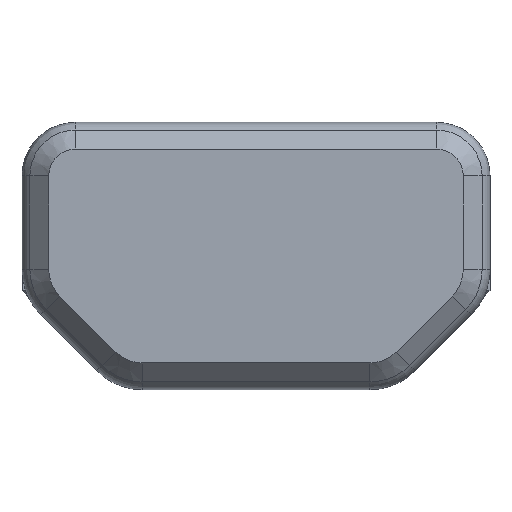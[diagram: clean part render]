
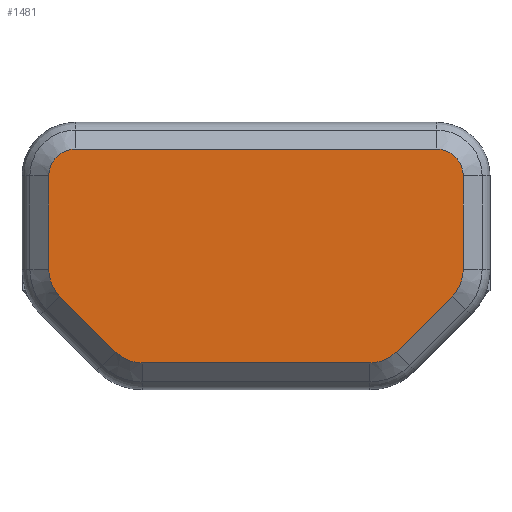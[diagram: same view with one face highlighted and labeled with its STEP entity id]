
A CAD part, front view. The second image highlights one B-rep face of the part: STEP entity #1481.
In plain terms, the highlighted planar face has unit normal (0, -1, 0).
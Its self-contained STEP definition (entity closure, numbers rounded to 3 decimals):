
#85=FACE_OUTER_BOUND('',#183,.T.);
#183=EDGE_LOOP('',(#1041,#1042,#1043,#1044,#1045,#1046,#1047,#1048,#1049,
#1050,#1051,#1052));
#285=CIRCLE('',#1608,2.);
#286=CIRCLE('',#1609,2.8);
#287=CIRCLE('',#1610,2.8);
#288=CIRCLE('',#1611,2.8);
#289=CIRCLE('',#1612,2.8);
#290=CIRCLE('',#1613,2.);
#367=LINE('',#2322,#512);
#368=LINE('',#2326,#513);
#369=LINE('',#2330,#514);
#370=LINE('',#2334,#515);
#371=LINE('',#2338,#516);
#372=LINE('',#2341,#517);
#512=VECTOR('',#1835,10.);
#513=VECTOR('',#1838,10.);
#514=VECTOR('',#1841,10.);
#515=VECTOR('',#1844,10.);
#516=VECTOR('',#1847,10.);
#517=VECTOR('',#1850,10.);
#663=VERTEX_POINT('',#2318);
#664=VERTEX_POINT('',#2319);
#665=VERTEX_POINT('',#2321);
#666=VERTEX_POINT('',#2323);
#667=VERTEX_POINT('',#2325);
#668=VERTEX_POINT('',#2327);
#669=VERTEX_POINT('',#2329);
#670=VERTEX_POINT('',#2331);
#671=VERTEX_POINT('',#2333);
#672=VERTEX_POINT('',#2335);
#673=VERTEX_POINT('',#2337);
#674=VERTEX_POINT('',#2339);
#804=EDGE_CURVE('',#663,#664,#285,.T.);
#805=EDGE_CURVE('',#665,#663,#367,.T.);
#806=EDGE_CURVE('',#666,#665,#286,.T.);
#807=EDGE_CURVE('',#667,#666,#368,.T.);
#808=EDGE_CURVE('',#668,#667,#287,.T.);
#809=EDGE_CURVE('',#669,#668,#369,.T.);
#810=EDGE_CURVE('',#670,#669,#288,.T.);
#811=EDGE_CURVE('',#671,#670,#370,.T.);
#812=EDGE_CURVE('',#672,#671,#289,.T.);
#813=EDGE_CURVE('',#673,#672,#371,.T.);
#814=EDGE_CURVE('',#674,#673,#290,.T.);
#815=EDGE_CURVE('',#664,#674,#372,.T.);
#1041=ORIENTED_EDGE('',*,*,#804,.F.);
#1042=ORIENTED_EDGE('',*,*,#805,.F.);
#1043=ORIENTED_EDGE('',*,*,#806,.F.);
#1044=ORIENTED_EDGE('',*,*,#807,.F.);
#1045=ORIENTED_EDGE('',*,*,#808,.F.);
#1046=ORIENTED_EDGE('',*,*,#809,.F.);
#1047=ORIENTED_EDGE('',*,*,#810,.F.);
#1048=ORIENTED_EDGE('',*,*,#811,.F.);
#1049=ORIENTED_EDGE('',*,*,#812,.F.);
#1050=ORIENTED_EDGE('',*,*,#813,.F.);
#1051=ORIENTED_EDGE('',*,*,#814,.F.);
#1052=ORIENTED_EDGE('',*,*,#815,.F.);
#1425=PLANE('',#1607);
#1481=ADVANCED_FACE('',(#85),#1425,.F.);
#1607=AXIS2_PLACEMENT_3D('',#2317,#1831,#1832);
#1608=AXIS2_PLACEMENT_3D('',#2320,#1833,#1834);
#1609=AXIS2_PLACEMENT_3D('',#2324,#1836,#1837);
#1610=AXIS2_PLACEMENT_3D('',#2328,#1839,#1840);
#1611=AXIS2_PLACEMENT_3D('',#2332,#1842,#1843);
#1612=AXIS2_PLACEMENT_3D('',#2336,#1845,#1846);
#1613=AXIS2_PLACEMENT_3D('',#2340,#1848,#1849);
#1831=DIRECTION('center_axis',(0.,1.,0.));
#1832=DIRECTION('ref_axis',(1.,0.,0.));
#1833=DIRECTION('center_axis',(0.,1.,0.));
#1834=DIRECTION('ref_axis',(-0.707,0.,0.707));
#1835=DIRECTION('',(0.,0.,1.));
#1836=DIRECTION('center_axis',(0.,1.,0.));
#1837=DIRECTION('ref_axis',(-0.924,0.,-0.383));
#1838=DIRECTION('',(-0.707,0.,0.707));
#1839=DIRECTION('center_axis',(0.,1.,0.));
#1840=DIRECTION('ref_axis',(-0.383,0.,-0.924));
#1841=DIRECTION('',(-1.,0.,0.));
#1842=DIRECTION('center_axis',(0.,1.,0.));
#1843=DIRECTION('ref_axis',(0.383,0.,-0.924));
#1844=DIRECTION('',(-0.707,0.,-0.707));
#1845=DIRECTION('center_axis',(0.,1.,0.));
#1846=DIRECTION('ref_axis',(0.924,0.,-0.383));
#1847=DIRECTION('',(0.,0.,-1.));
#1848=DIRECTION('center_axis',(0.,1.,0.));
#1849=DIRECTION('ref_axis',(0.707,0.,0.707));
#1850=DIRECTION('',(1.,0.,0.));
#2317=CARTESIAN_POINT('Origin',(45.,0.,2.5));
#2318=CARTESIAN_POINT('',(2.,0.,16.));
#2319=CARTESIAN_POINT('',(4.,0.,18.));
#2320=CARTESIAN_POINT('Origin',(4.,0.,16.));
#2321=CARTESIAN_POINT('',(2.,0.,8.988));
#2322=CARTESIAN_POINT('',(2.,0.,4.75));
#2323=CARTESIAN_POINT('',(2.82,0.,7.008));
#2324=CARTESIAN_POINT('Origin',(4.8,0.,8.988));
#2325=CARTESIAN_POINT('',(7.008,0.,2.82));
#2326=CARTESIAN_POINT('',(17.289,0.,-7.461));
#2327=CARTESIAN_POINT('',(8.988,0.,2.));
#2328=CARTESIAN_POINT('Origin',(8.988,0.,4.8));
#2329=CARTESIAN_POINT('',(26.012,0.,2.));
#2330=CARTESIAN_POINT('',(36.5,0.,2.));
#2331=CARTESIAN_POINT('',(27.992,0.,2.82));
#2332=CARTESIAN_POINT('Origin',(26.012,0.,4.8));
#2333=CARTESIAN_POINT('',(32.18,0.,7.008));
#2334=CARTESIAN_POINT('',(34.961,0.,9.789));
#2335=CARTESIAN_POINT('',(33.,0.,8.988));
#2336=CARTESIAN_POINT('Origin',(30.2,0.,8.988));
#2337=CARTESIAN_POINT('',(33.,0.,16.));
#2338=CARTESIAN_POINT('',(33.,0.,11.25));
#2339=CARTESIAN_POINT('',(31.,0.,18.));
#2340=CARTESIAN_POINT('Origin',(31.,0.,16.));
#2341=CARTESIAN_POINT('',(22.5,0.,18.));
